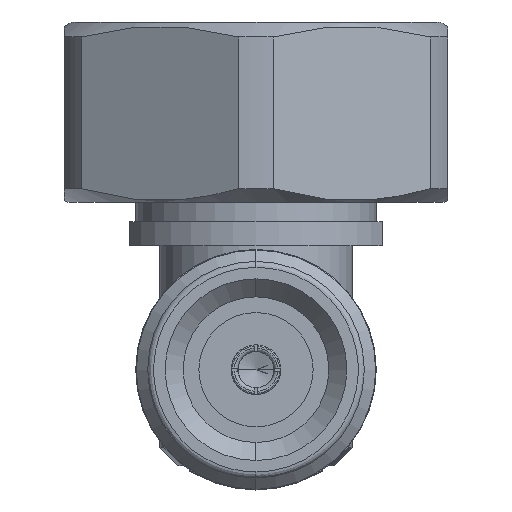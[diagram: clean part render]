
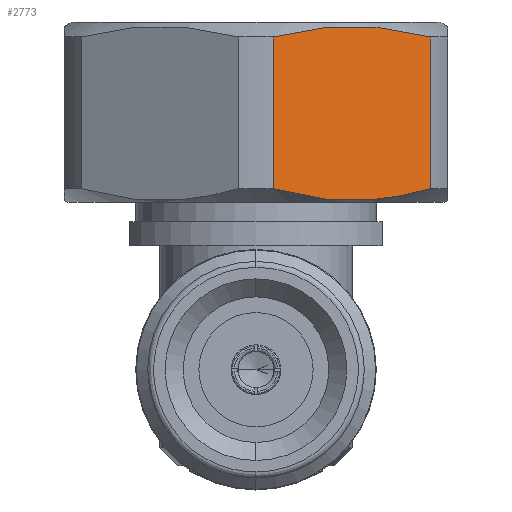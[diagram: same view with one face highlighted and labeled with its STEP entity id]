
A CAD part, left-side view. The second image highlights one B-rep face of the part: STEP entity #2773.
In plain terms, the highlighted face is planar.
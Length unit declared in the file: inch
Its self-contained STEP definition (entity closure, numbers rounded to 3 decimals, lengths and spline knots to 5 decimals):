
#185 = VERTEX_POINT ( 'NONE', #2046 ) ;
#228 = CARTESIAN_POINT ( 'NONE',  ( -0.00198, 0.51874, -0.3559 ) ) ;
#362 = VERTEX_POINT ( 'NONE', #7656 ) ;
#416 = CARTESIAN_POINT ( 'NONE',  ( 0.55795, 0.61882, -0.1825 ) ) ;
#965 = VERTEX_POINT ( 'NONE', #5463 ) ;
#976 = AXIS2_PLACEMENT_3D ( 'NONE', #9207, #4802, #7653 ) ;
#985 = CARTESIAN_POINT ( 'NONE',  ( 0.03331, 0.39488, -0.57051 ) ) ;
#1073 = CARTESIAN_POINT ( 'NONE',  ( 0.559, 0.47152, -0.43771 ) ) ;
#1121 = CARTESIAN_POINT ( 'NONE',  ( 0.55869, 0.47033, -0.43977 ) ) ;
#1224 = ORIENTED_EDGE ( 'NONE', *, *, #4320, .F. ) ;
#1400 = B_SPLINE_CURVE_WITH_KNOTS ( 'NONE', 3,
 ( #5350, #3293, #7462, #3248, #5311, #8269, #1895, #8980, #416, #2548, #3856, #6148, #7518, #9029, #2595, #6058, #4752, #5400, #8214, #6848, #7600, #1073, #1121, #4044, #1804, #6897, #3346, #9073 ),
 .UNSPECIFIED., .F., .F.,
 ( 4, 1, 1, 1, 1, 1, 2, 2, 1, 1, 2, 2, 1, 1, 1, 1, 1, 2, 2, 4 ),
 ( 0., 0.125, 0.1875, 0.21875, 0.23438, 0.24219, 0.24609, 0.25, 0.375, 0.4375, 0.46875, 0.5, 0.625, 0.6875, 0.71875, 0.73438, 0.74219, 0.74609, 0.75, 1. ),
 .UNSPECIFIED. ) ;
#1669 = CARTESIAN_POINT ( 'NONE',  ( 0.02226, 0.66712, -0.09882 ) ) ;
#1804 = CARTESIAN_POINT ( 'NONE',  ( 0.55837, 0.46912, -0.44188 ) ) ;
#1895 = CARTESIAN_POINT ( 'NONE',  ( 0.55745, 0.62067, -0.1793 ) ) ;
#2037 = ORIENTED_EDGE ( 'NONE', *, *, #5917, .T. ) ;
#2046 = CARTESIAN_POINT ( 'NONE',  ( 0.5297, 0.69153, -0.05651 ) ) ;
#2548 = CARTESIAN_POINT ( 'NONE',  ( 0.55805, 0.61847, -0.18309 ) ) ;
#2595 = CARTESIAN_POINT ( 'NONE',  ( 0.56833, 0.54987, -0.30196 ) ) ;
#2773 = ADVANCED_FACE ( 'NONE', ( #7740 ), #9246, .T. ) ;
#2921 = CARTESIAN_POINT ( 'NONE',  ( 0.01341, 0.6426, -0.14129 ) ) ;
#3248 = CARTESIAN_POINT ( 'NONE',  ( 0.5519, 0.63892, -0.14767 ) ) ;
#3293 = CARTESIAN_POINT ( 'NONE',  ( 0.53601, 0.67884, -0.07849 ) ) ;
#3346 = CARTESIAN_POINT ( 'NONE',  ( 0.54238, 0.42041, -0.52627 ) ) ;
#3763 = CARTESIAN_POINT ( 'NONE',  ( 0.01335, 0.44395, -0.48548 ) ) ;
#3856 = CARTESIAN_POINT ( 'NONE',  ( 0.56154, 0.60553, -0.20553 ) ) ;
#3990 = VERTEX_POINT ( 'NONE', #6574 ) ;
#4044 = CARTESIAN_POINT ( 'NONE',  ( 0.55848, 0.46954, -0.44115 ) ) ;
#4320 = EDGE_CURVE ( 'NONE', #362, #3990, #5078, .T. ) ;
#4375 = CARTESIAN_POINT ( 'NONE',  ( -0.44331, 0.69153, -0.05651 ) ) ;
#4752 = CARTESIAN_POINT ( 'NONE',  ( 0.56842, 0.53143, -0.33391 ) ) ;
#4802 = DIRECTION ( 'NONE',  ( 0., 0.866, -0.5 ) ) ;
#5078 = B_SPLINE_CURVE_WITH_KNOTS ( 'NONE', 3,
 ( #7374, #1669, #2921, #8601, #5806, #228, #7315, #3763, #8644, #985 ),
 .UNSPECIFIED., .F., .F.,
 ( 4, 2, 2, 2, 4 ),
 ( 0.00001, 0.00379, 0.00757, 0.01135, 0.01514 ),
 .UNSPECIFIED. ) ;
#5271 = LINE ( 'NONE', #4375, #5864 ) ;
#5311 = CARTESIAN_POINT ( 'NONE',  ( 0.5552, 0.62845, -0.16581 ) ) ;
#5343 = CARTESIAN_POINT ( 'NONE',  ( -0.44331, 0.39488, -0.57051 ) ) ;
#5350 = CARTESIAN_POINT ( 'NONE',  ( 0.5297, 0.69153, -0.05651 ) ) ;
#5400 = CARTESIAN_POINT ( 'NONE',  ( 0.56717, 0.51281, -0.36617 ) ) ;
#5463 = CARTESIAN_POINT ( 'NONE',  ( 0.5297, 0.39488, -0.57051 ) ) ;
#5470 = EDGE_LOOP ( 'NONE', ( #1224, #2037, #7386, #6725 ) ) ;
#5497 = EDGE_CURVE ( 'NONE', #185, #965, #1400, .T. ) ;
#5806 = CARTESIAN_POINT ( 'NONE',  ( -0.0019, 0.56855, -0.26959 ) ) ;
#5864 = VECTOR ( 'NONE', #6525, 39.37008 ) ;
#5917 = EDGE_CURVE ( 'NONE', #362, #185, #5271, .T. ) ;
#5941 = LINE ( 'NONE', #5343, #7869 ) ;
#6058 = CARTESIAN_POINT ( 'NONE',  ( 0.56839, 0.54684, -0.30721 ) ) ;
#6148 = CARTESIAN_POINT ( 'NONE',  ( 0.56536, 0.58682, -0.23794 ) ) ;
#6525 = DIRECTION ( 'NONE',  ( 1., 0., 0. ) ) ;
#6574 = CARTESIAN_POINT ( 'NONE',  ( 0.03331, 0.39488, -0.57051 ) ) ;
#6725 = ORIENTED_EDGE ( 'NONE', *, *, #8984, .T. ) ;
#6848 = CARTESIAN_POINT ( 'NONE',  ( 0.56106, 0.47982, -0.42333 ) ) ;
#6897 = CARTESIAN_POINT ( 'NONE',  ( 0.55191, 0.44503, -0.48361 ) ) ;
#7315 = CARTESIAN_POINT ( 'NONE',  ( 0.00121, 0.4936, -0.39945 ) ) ;
#7374 = CARTESIAN_POINT ( 'NONE',  ( 0.03331, 0.69153, -0.05651 ) ) ;
#7386 = ORIENTED_EDGE ( 'NONE', *, *, #5497, .T. ) ;
#7462 = CARTESIAN_POINT ( 'NONE',  ( 0.54429, 0.66015, -0.11089 ) ) ;
#7518 = CARTESIAN_POINT ( 'NONE',  ( 0.56761, 0.56522, -0.27537 ) ) ;
#7600 = CARTESIAN_POINT ( 'NONE',  ( 0.55971, 0.47429, -0.43292 ) ) ;
#7653 = DIRECTION ( 'NONE',  ( -1., 0., 0. ) ) ;
#7656 = CARTESIAN_POINT ( 'NONE',  ( 0.03331, 0.69153, -0.05651 ) ) ;
#7740 = FACE_OUTER_BOUND ( 'NONE', #5470, .T. ) ;
#7869 = VECTOR ( 'NONE', #8063, 39.37008 ) ;
#8063 = DIRECTION ( 'NONE',  ( -1., 0., 0. ) ) ;
#8214 = CARTESIAN_POINT ( 'NONE',  ( 0.56347, 0.49086, -0.40421 ) ) ;
#8269 = CARTESIAN_POINT ( 'NONE',  ( 0.55672, 0.62325, -0.17481 ) ) ;
#8601 = CARTESIAN_POINT ( 'NONE',  ( 0.00131, 0.59332, -0.22668 ) ) ;
#8644 = CARTESIAN_POINT ( 'NONE',  ( 0.02225, 0.41934, -0.52813 ) ) ;
#8980 = CARTESIAN_POINT ( 'NONE',  ( 0.55775, 0.61956, -0.18122 ) ) ;
#8984 = EDGE_CURVE ( 'NONE', #965, #3990, #5941, .T. ) ;
#9029 = CARTESIAN_POINT ( 'NONE',  ( 0.5681, 0.556, -0.29133 ) ) ;
#9073 = CARTESIAN_POINT ( 'NONE',  ( 0.5297, 0.39488, -0.57051 ) ) ;
#9207 = CARTESIAN_POINT ( 'NONE',  ( 0.24669, 0.3622, -0.62713 ) ) ;
#9246 = PLANE ( 'NONE',  #976 ) ;
